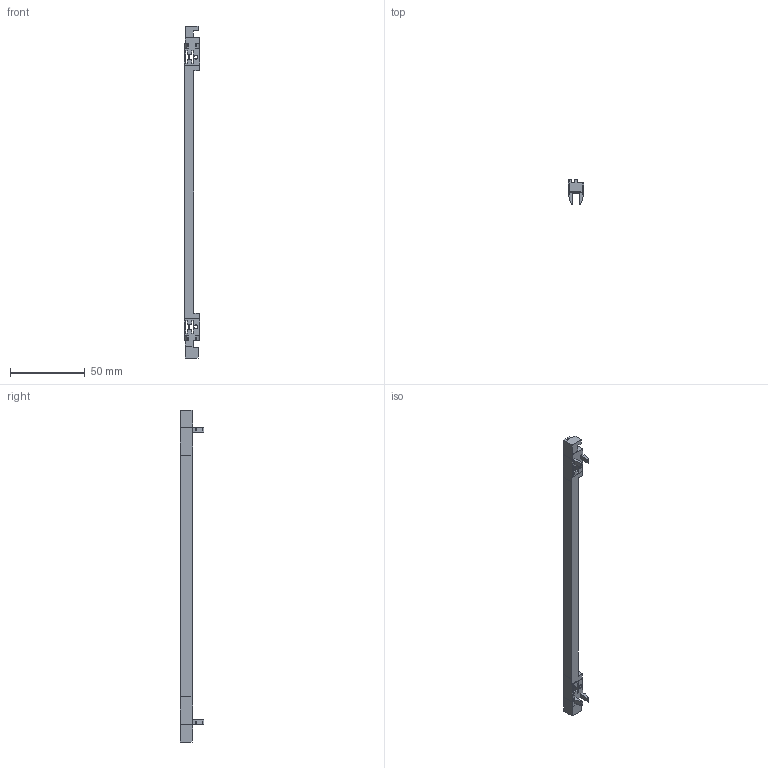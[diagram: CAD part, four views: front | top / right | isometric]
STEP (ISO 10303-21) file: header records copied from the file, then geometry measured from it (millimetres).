
FILE_DESCRIPTION(('STEP AP203'),'1');
FILE_NAME('24560353.stp','2014-08-06T14:08:15',('TraceParts'),('TraceParts S.A.'),'XStep 1.0',' ',' ');
FILE_SCHEMA(('CONFIG_CONTROL_DESIGN'));
Length unit declared in the file: millimetre
Products named in the file (1): 1
Bounding box: 10.08 x 16 x 221.5 mm (x, y, z)
Volume: 10529.8 mm3; surface area: 8650.2 mm2
Topology: 1 solids, 1 shells, 134 faces, 399 edges, 266 vertices
Faces by surface type: bspline 134
Entity records: 4122 total; most frequent: CARTESIAN_POINT 1665, ORIENTED_EDGE 798, EDGE_CURVE 399, B_SPLINE_CURVE_WITH_KNOTS 389, VERTEX_POINT 266, EDGE_LOOP 145, ADVANCED_FACE 134, FACE_OUTER_BOUND 134
